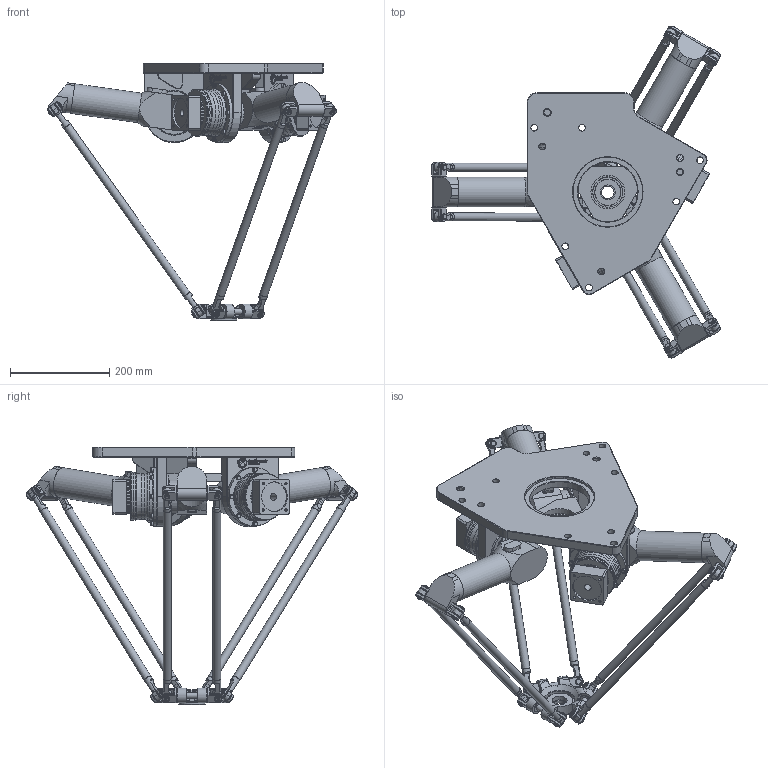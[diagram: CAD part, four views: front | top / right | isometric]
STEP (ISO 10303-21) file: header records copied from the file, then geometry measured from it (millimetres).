
FILE_DESCRIPTION(/* description */ (''),/* implementation_level */ '2;1');
FILE_NAME(/* name */ '3D-Modell_A_00072-02.stp',/* time_stamp */ '2021-06-22T11:30:50+02:00',/* author */ ('michael.schutter'),/* organization */ ('Majatronic'),/* preprocessor_version */ 'ST-DEVELOPER v16.5',/* originating_system */ 'Autodesk Inventor 2017',/* authorisation */ '');
FILE_SCHEMA (('AUTOMOTIVE_DESIGN { 1 0 10303 214 3 1 1 }'));
Length unit declared in the file: millimetre
Products named in the file (8): A_00072-02_DUMMY; MT_BGR00100331; MT_WST00100778; MT_WST00055542MT_WST; MT_WST00031897MT_WST; MT_WST00031898MT_WST; MT_WST00101401; MT_WST00067355MT_WST
Assembly tree (21 placements, depth 3):
  A_00072-02_DUMMY
    MT_BGR00100331
      MT_WST00100778
      MT_WST00055542MT_WST  x3
    MT_WST00031897MT_WST  x3
    MT_WST00031898MT_WST  x6
    MT_WST00101401  x6
    MT_WST00067355MT_WST
Bounding box: 581.74 x 668.34 x 519 mm (x, y, z)
Volume: 8240752 mm3; surface area: 1004134.9 mm2
Topology: 20 solids, 20 shells, 2524 faces, 5893 edges, 3726 vertices
Faces by surface type: plane 1364, cylinder 760, cone 246, torus 130, bspline 24
Full cylindrical faces by diameter (mm): 4.917 x16, 5 x24, 5.188 x24, 6 x1, 8 x36, 8.5 x48, 9 x1, 11.5 x6, 12 x34, 13.5 x9, 14 x3, 16 x30, 18 x24, 25 x1, 30 x1, 53 x2, 60 x6, 60.5 x1, 61 x1, 63 x6, 67 x3, 67.4 x3, 68 x1, 90 x3, 90.001 x3, 91.003 x3, 95.503 x3, 118 x3, 120 x1, 140 x1
Entity records: 46955 total; most frequent: CARTESIAN_POINT 14049, DIRECTION 6849, ORIENTED_EDGE 6236, EDGE_CURVE 3118, AXIS2_PLACEMENT_3D 2487, VERTEX_POINT 2146, LINE 1875, VECTOR 1875
